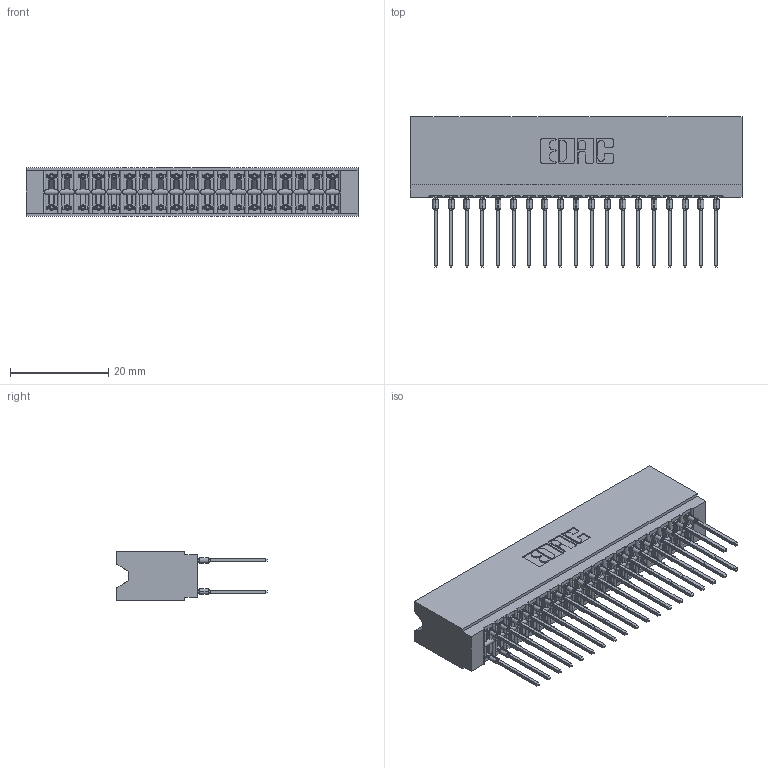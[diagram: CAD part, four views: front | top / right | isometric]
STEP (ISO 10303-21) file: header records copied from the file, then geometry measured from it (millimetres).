
FILE_DESCRIPTION (( 'STEP AP203' ), '1' );
FILE_NAME ('746-038-545-606.STEP', '2026-02-27T14:01:50', ( '' ), ( '' ), 'SwSTEP 2.0', 'SolidWorks 2023', '' );
FILE_SCHEMA (( 'CONFIG_CONTROL_DESIGN' ));
Length unit declared in the file: millimetre
Products named in the file (3): 746-038-545-606; 746 Part_.340 Slot Depth - 06; 746-292-001_545
Assembly tree (39 placements, depth 2):
  746-038-545-606
    746 Part_.340 Slot Depth - 06
    746-292-001_545  x38
Bounding box: 67.56 x 30.59 x 9.91 mm (x, y, z)
Volume: 8006.7 mm3; surface area: 11957.1 mm2
Topology: 39 solids, 39 shells, 3499 faces, 9613 edges, 6122 vertices
Faces by surface type: plane 1804, bspline 760, cylinder 707, torus 228
Entity records: 32583 total; most frequent: CARTESIAN_POINT 6678, ORIENTED_EDGE 5536, DIRECTION 4662, EDGE_CURVE 2768, LINE 2394, VECTOR 2394, VERTEX_POINT 1830, AXIS2_PLACEMENT_3D 1134
